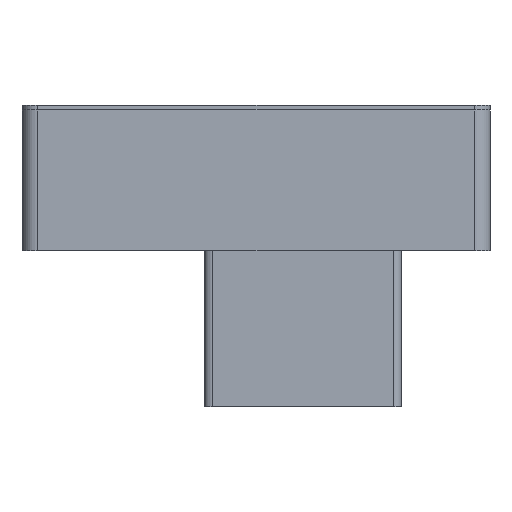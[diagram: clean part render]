
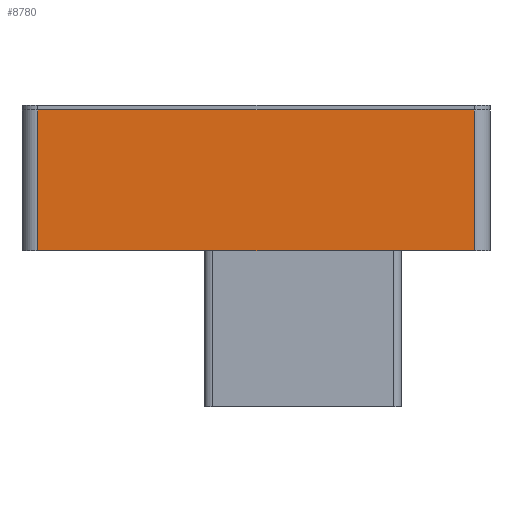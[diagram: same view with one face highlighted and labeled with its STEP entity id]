
A CAD part, left-side view. The second image highlights one B-rep face of the part: STEP entity #8780.
In plain terms, the highlighted planar face has unit normal (-1, 0, 0).
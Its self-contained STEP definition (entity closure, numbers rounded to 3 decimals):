
#999=PLANE('',#9311);
#1149=FACE_OUTER_BOUND('',#1667,.T.);
#1667=EDGE_LOOP('',(#5989,#5990,#5991,#5992));
#2224=LINE('',#10960,#2888);
#2229=LINE('',#10988,#2893);
#2230=LINE('',#10992,#2894);
#2231=LINE('',#10993,#2895);
#2888=VECTOR('',#9641,10.);
#2893=VECTOR('',#9666,10.);
#2894=VECTOR('',#9671,10.);
#2895=VECTOR('',#9672,10.);
#3665=VERTEX_POINT('',#10957);
#3666=VERTEX_POINT('',#10959);
#3679=VERTEX_POINT('',#10987);
#3680=VERTEX_POINT('',#10991);
#4581=EDGE_CURVE('',#3665,#3666,#2224,.T.);
#4595=EDGE_CURVE('',#3666,#3679,#2229,.T.);
#4597=EDGE_CURVE('',#3680,#3665,#2230,.T.);
#4598=EDGE_CURVE('',#3679,#3680,#2231,.T.);
#5989=ORIENTED_EDGE('',*,*,#4595,.F.);
#5990=ORIENTED_EDGE('',*,*,#4581,.F.);
#5991=ORIENTED_EDGE('',*,*,#4597,.F.);
#5992=ORIENTED_EDGE('',*,*,#4598,.F.);
#8780=ADVANCED_FACE('',(#1149),#999,.T.);
#9311=AXIS2_PLACEMENT_3D('',#10990,#9669,#9670);
#9641=DIRECTION('',(0.,-1.,0.));
#9666=DIRECTION('',(0.,0.,-1.));
#9669=DIRECTION('center_axis',(-1.,0.,0.));
#9670=DIRECTION('ref_axis',(0.,-1.,0.));
#9671=DIRECTION('',(0.,0.,1.));
#9672=DIRECTION('',(0.,1.,0.));
#10957=CARTESIAN_POINT('',(-5.,73.2,36.2));
#10959=CARTESIAN_POINT('',(-5.,-39.,36.2));
#10960=CARTESIAN_POINT('',(-5.,47.15,36.2));
#10987=CARTESIAN_POINT('',(-5.,-39.,0.));
#10988=CARTESIAN_POINT('',(-5.,-39.,0.));
#10990=CARTESIAN_POINT('Origin',(-5.,77.2,0.));
#10991=CARTESIAN_POINT('',(-5.,73.2,0.));
#10992=CARTESIAN_POINT('',(-5.,73.2,0.));
#10993=CARTESIAN_POINT('',(-5.,-43.,0.));
